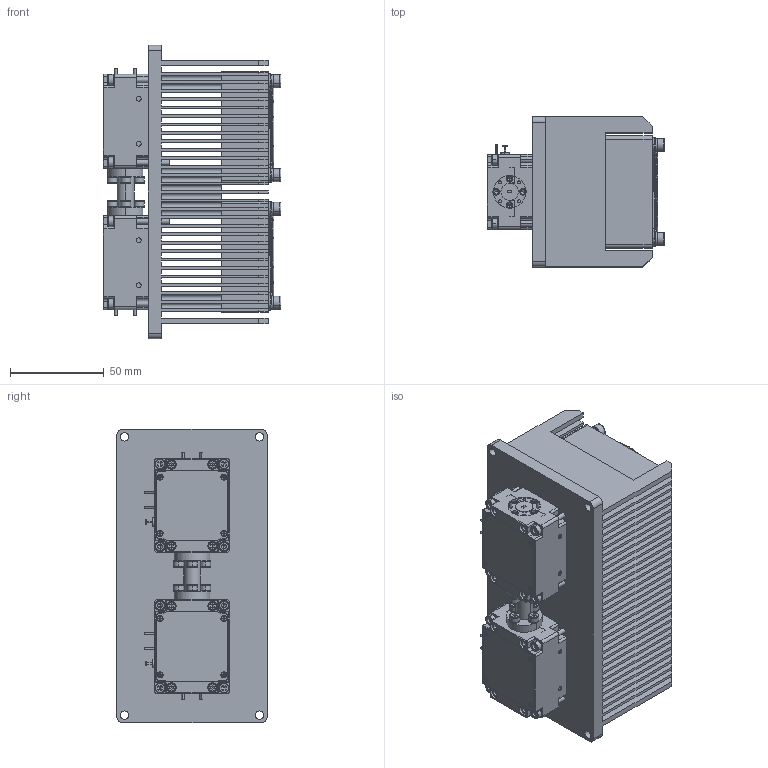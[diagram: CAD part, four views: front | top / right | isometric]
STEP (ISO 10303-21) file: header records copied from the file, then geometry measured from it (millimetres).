
FILE_DESCRIPTION (( 'STEP AP214' ), '1' );
FILE_NAME ('BP-HW-H2.STEP', '2025-02-27T01:55:07', ( '' ), ( '' ), 'SwSTEP 2.0', 'SolidWorks 2021', '' );
FILE_SCHEMA (( 'AUTOMOTIVE_DESIGN' ));
Length unit declared in the file: inch
Products named in the file (1): BP-HW-H2
Bounding box: 94.8 x 80 x 156.4 mm (x, y, z)
Volume: 466485.8 mm3; surface area: 288536.3 mm2
Topology: 83 solids, 96 shells, 2967 faces, 7358 edges, 4635 vertices
Faces by surface type: plane 1531, cylinder 980, cone 232, torus 224
Entity records: 126293 total; most frequent: DIRECTION 15839, CARTESIAN_POINT 15544, ORIENTED_EDGE 14492, EDGE_CURVE 7246, AXIS2_PLACEMENT_3D 5842, VERTEX_POINT 4635, VECTOR 4155, LINE 4155
